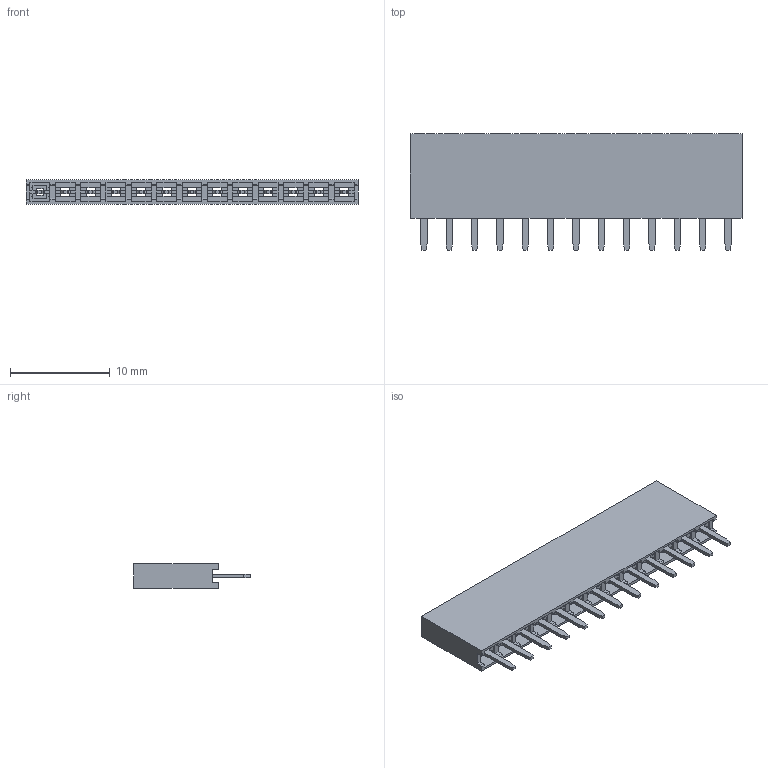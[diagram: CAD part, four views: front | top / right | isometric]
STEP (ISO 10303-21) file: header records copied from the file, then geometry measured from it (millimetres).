
FILE_DESCRIPTION(('FreeCAD Model'),'2;1');
FILE_NAME('Pin_Header_Straight_Female_1x13.step','2018-03-27T14:40:28',('kicad StepUp'),('ksu MCAD'), 'Open CASCADE STEP processor 6.8','FreeCAD','Unknown');
FILE_SCHEMA(('AUTOMOTIVE_DESIGN_CC2 { 1 2 10303 214 -1 1 5 4 }'));
Length unit declared in the file: millimetre
Products named in the file (1): Pin_Header_Straight_Female_1x13
Bounding box: 33.27 x 11.7 x 2.5 mm (x, y, z)
Volume: 307.5 mm3; surface area: 1732.3 mm2
Topology: 1 solids, 1 shells, 455 faces, 1392 edges, 928 vertices
Faces by surface type: plane 401, cylinder 54
Entity records: 18637 total; most frequent: ORIENTED_EDGE 2784, CARTESIAN_POINT 2776, DIRECTION 2412, EDGE_CURVE 1392, LINE 1284, VECTOR 1284, VERTEX_POINT 928, AXIS2_PLACEMENT_3D 564
